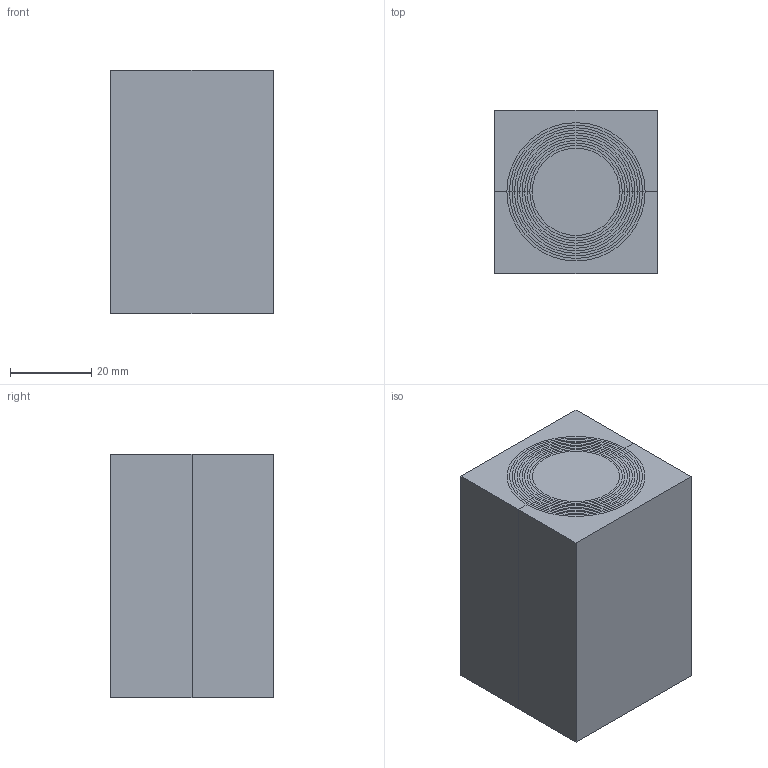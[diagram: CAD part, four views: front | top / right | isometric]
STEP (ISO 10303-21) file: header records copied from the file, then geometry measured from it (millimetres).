
FILE_DESCRIPTION(/* description */ (''),/* implementation_level */ '2;1');
FILE_NAME(/* name */ 'RM 40.stp',/* time_stamp */ '2024-10-01T07:25:30+02:00',/* author */ ('se-marfre'),/* organization */ (''),/* preprocessor_version */ 'ST-DEVELOPER v19.2',/* originating_system */ 'Autodesk Inventor 2023',/* authorisation */ '');
FILE_SCHEMA (('AUTOMOTIVE_DESIGN { 1 0 10303 214 3 1 1 }'));
Length unit declared in the file: millimetre
Products named in the file (1): RM 40
Bounding box: 40 x 40 x 60 mm (x, y, z)
Volume: 96000 mm3; surface area: 12800 mm2
Topology: 1 solids, 1 shells, 52 faces, 106 edges, 56 vertices
Faces by surface type: plane 52
Entity records: 1435 total; most frequent: DIRECTION 256, CARTESIAN_POINT 215, ORIENTED_EDGE 212, EDGE_CURVE 106, AXIS2_PLACEMENT_3D 97, LINE 62, VECTOR 62, VERTEX_POINT 56
